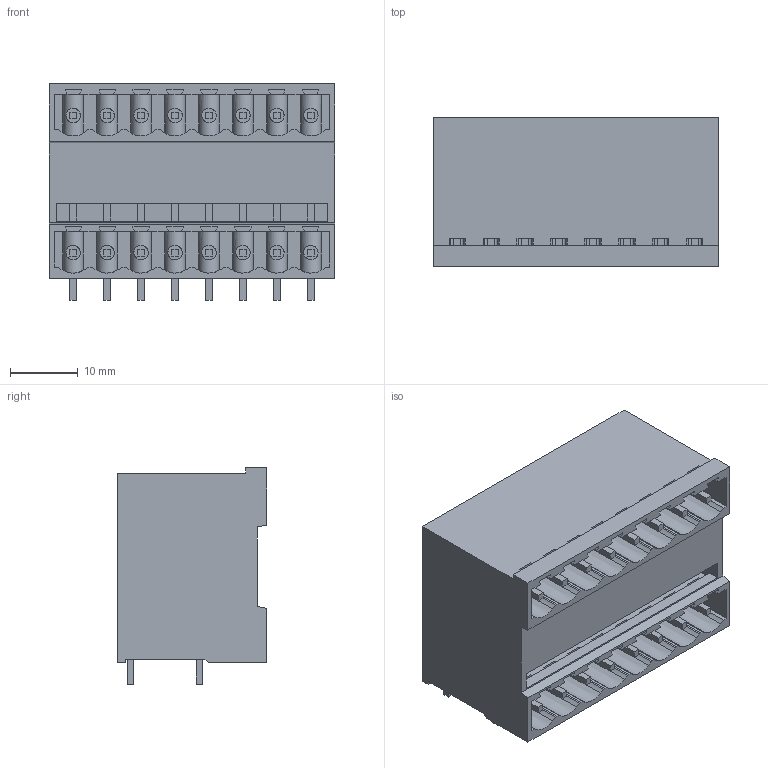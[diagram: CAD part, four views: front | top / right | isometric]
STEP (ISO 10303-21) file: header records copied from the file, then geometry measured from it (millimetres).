
FILE_DESCRIPTION(('CATIA V5R24 STEP','CAx-IF Rec.Pracs.--- Model Styling and Organization---1.4--- 2014-01-23'),'2;1');
FILE_NAME ('D1454334_1_1653760000_1653760000.stp','2021-12-08T07:26:02+00:00',('none'),('Weidmueller'),'CATIA Version 5-6 Release 2016 SP3 HF44','CATIA V5 STEP AP214','none');
FILE_SCHEMA(('AUTOMOTIVE_DESIGN { 1 0 10303 214 1 1 1 1 }'));
Length unit declared in the file: millimetre
Products named in the file (1): 1653760000
Bounding box: 42 x 22 x 31.85 mm (x, y, z)
Volume: 17886.7 mm3; surface area: 13071.3 mm2
Topology: 17 solids, 17 shells, 721 faces, 2080 edges, 1390 vertices
Faces by surface type: plane 609, cylinder 96, extrusion 16
Entity records: 23255 total; most frequent: CARTESIAN_POINT 5513, ORIENTED_EDGE 4160, DIRECTION 2800, EDGE_CURVE 2080, VECTOR 1854, LINE 1838, VERTEX_POINT 1390, EDGE_LOOP 798
